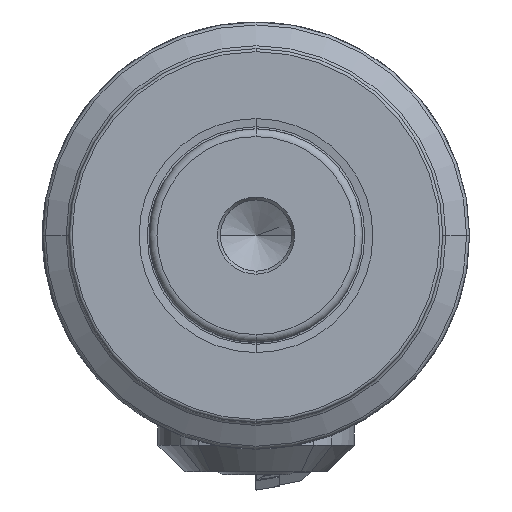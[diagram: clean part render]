
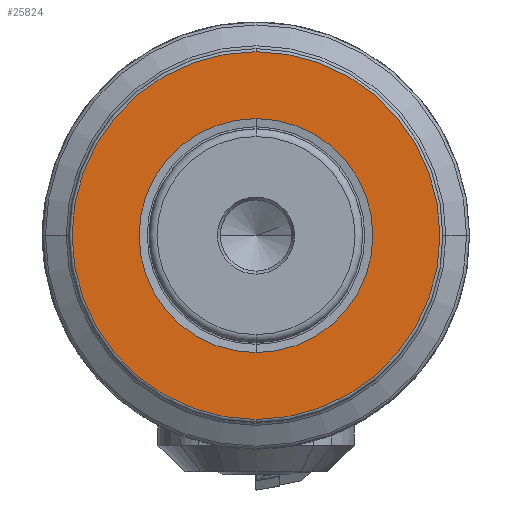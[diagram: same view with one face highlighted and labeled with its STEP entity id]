
A CAD part, left-side view. The second image highlights one B-rep face of the part: STEP entity #25824.
In plain terms, the highlighted planar face has unit normal (-1, 0, 0).
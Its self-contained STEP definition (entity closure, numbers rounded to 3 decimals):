
#908 = AXIS2_PLACEMENT_3D ( 'NONE', #1492, #8799, #25443 ) ;
#1061 = ORIENTED_EDGE ( 'NONE', *, *, #18438, .F. ) ;
#1198 = DIRECTION ( 'NONE',  ( 0., 0., 1. ) ) ;
#1492 = CARTESIAN_POINT ( 'NONE',  ( 0., 19.715, 0. ) ) ;
#1680 = CARTESIAN_POINT ( 'NONE',  ( 0., 0., 0. ) ) ;
#3697 = EDGE_LOOP ( 'NONE', ( #1061, #21521 ) ) ;
#4092 = DIRECTION ( 'NONE',  ( 0., 0., 1. ) ) ;
#4735 = CIRCLE ( 'NONE', #23261, 19.715 ) ;
#6290 = ORIENTED_EDGE ( 'NONE', *, *, #10412, .T. ) ;
#7128 = DIRECTION ( 'NONE',  ( -1., 0., 0. ) ) ;
#7144 = AXIS2_PLACEMENT_3D ( 'NONE', #1680, #18390, #4092 ) ;
#8799 = DIRECTION ( 'NONE',  ( 1., 0., 0. ) ) ;
#9984 = CIRCLE ( 'NONE', #13162, 19.715 ) ;
#10412 = EDGE_CURVE ( 'NONE', #15430, #13841, #28887, .T. ) ;
#10650 = FACE_OUTER_BOUND ( 'NONE', #16720, .T. ) ;
#12884 = DIRECTION ( 'NONE',  ( -1., 0., 0. ) ) ;
#13162 = AXIS2_PLACEMENT_3D ( 'NONE', #21347, #7128, #23743 ) ;
#13634 = EDGE_CURVE ( 'NONE', #13841, #15430, #22064, .T. ) ;
#13841 = VERTEX_POINT ( 'NONE', #18496 ) ;
#14120 = AXIS2_PLACEMENT_3D ( 'NONE', #27133, #12884, #29483 ) ;
#14166 = ORIENTED_EDGE ( 'NONE', *, *, #13634, .T. ) ;
#15430 = VERTEX_POINT ( 'NONE', #30040 ) ;
#15515 = DIRECTION ( 'NONE',  ( -1., 0., 0. ) ) ;
#16720 = EDGE_LOOP ( 'NONE', ( #6290, #14166 ) ) ;
#17000 = FACE_BOUND ( 'NONE', #3697, .T. ) ;
#18207 = EDGE_CURVE ( 'NONE', #23398, #29335, #4735, .T. ) ;
#18390 = DIRECTION ( 'NONE',  ( -1., 0., 0. ) ) ;
#18438 = EDGE_CURVE ( 'NONE', #29335, #23398, #9984, .T. ) ;
#18496 = CARTESIAN_POINT ( 'NONE',  ( 0., 0., -31. ) ) ;
#21347 = CARTESIAN_POINT ( 'NONE',  ( 0., 0., 0. ) ) ;
#21521 = ORIENTED_EDGE ( 'NONE', *, *, #18207, .F. ) ;
#22064 = CIRCLE ( 'NONE', #14120, 31. ) ;
#22489 = CARTESIAN_POINT ( 'NONE',  ( 0., 0., -19.715 ) ) ;
#23017 = PLANE ( 'NONE',  #908 ) ;
#23261 = AXIS2_PLACEMENT_3D ( 'NONE', #29686, #15515, #1198 ) ;
#23398 = VERTEX_POINT ( 'NONE', #22489 ) ;
#23743 = DIRECTION ( 'NONE',  ( 0., 0., 1. ) ) ;
#24295 = CARTESIAN_POINT ( 'NONE',  ( 0., 0., 19.715 ) ) ;
#25443 = DIRECTION ( 'NONE',  ( 0., 0., -1. ) ) ;
#25824 = ADVANCED_FACE ( 'NONE', ( #17000, #10650 ), #23017, .F. ) ;
#27133 = CARTESIAN_POINT ( 'NONE',  ( 0., 0., 0. ) ) ;
#28887 = CIRCLE ( 'NONE', #7144, 31. ) ;
#29335 = VERTEX_POINT ( 'NONE', #24295 ) ;
#29483 = DIRECTION ( 'NONE',  ( 0., 0., 1. ) ) ;
#29686 = CARTESIAN_POINT ( 'NONE',  ( 0., 0., 0. ) ) ;
#30040 = CARTESIAN_POINT ( 'NONE',  ( 0., 0., 31. ) ) ;
